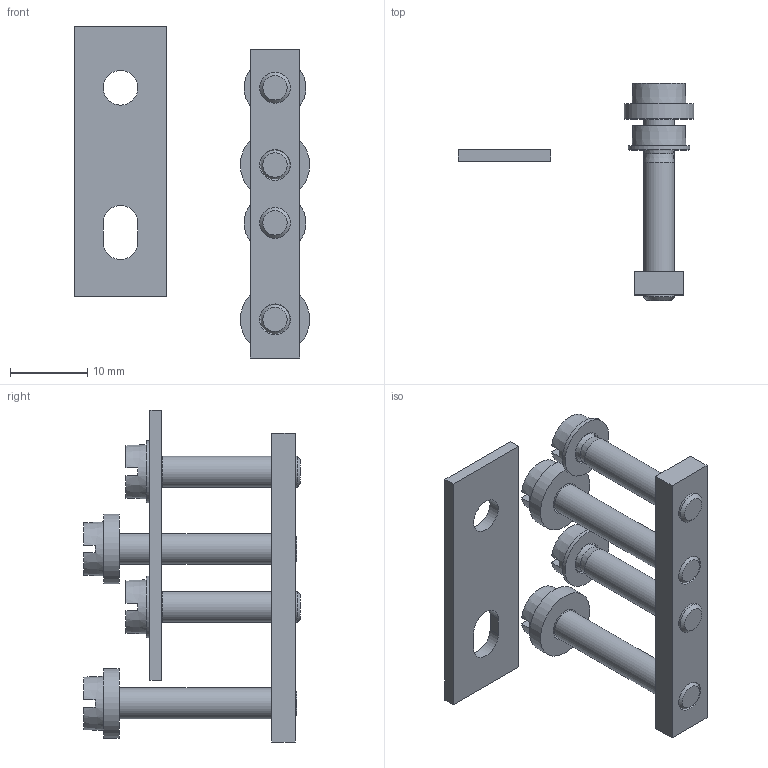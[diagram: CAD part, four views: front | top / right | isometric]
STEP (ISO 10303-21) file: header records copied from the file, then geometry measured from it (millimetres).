
FILE_DESCRIPTION(/* description */ ('STEP AP214'),/* implementation_level */ '2;1');
FILE_NAME(/* name */ '185705_ZVB-8-14_18',/* time_stamp */ '2024-09-18T14:33:59+02:00',/* author */ ('License CC BY-ND 4.0'),/* organization */ ('CADENAS'),/* preprocessor_version */ 'ST-DEVELOPER v19.3',/* originating_system */ 'PARTsolutions',/* authorisation */ ' ');
FILE_SCHEMA (('AUTOMOTIVE_DESIGN {1 0 10303 214 3 1 1}'));
Length unit declared in the file: millimetre
Products named in the file (7): 185705 ZVB-8-14/18; 185705 ZVB-8-14/18---(Nutenstein); DIN-433 M4(F); DIN-84 - M4x20; 187388 ZVB-8-24---(Scheibe); DIN-84 - M4x25; 8099365 ZVB-8-CPE-14/18---(Nutenstein)
Assembly tree (10 placements, depth 2):
  185705 ZVB-8-14/18
    185705 ZVB-8-14/18---(Nutenstein)
    DIN-433 M4(F)  x2
    DIN-84 - M4x20  x2
    187388 ZVB-8-24---(Scheibe)  x2
    DIN-84 - M4x25  x2
    8099365 ZVB-8-CPE-14/18---(Nutenstein)
Bounding box: 30.5 x 28.1 x 43 mm (x, y, z)
Volume: 2926.6 mm3; surface area: 4024.4 mm2
Topology: 10 solids, 10 shells, 97 faces, 195 edges, 122 vertices
Faces by surface type: plane 50, cone 24, cylinder 19, torus 4
Full cylindrical faces by diameter (mm): 3.242 x4, 4 x4, 4.3 x4, 4.5 x1, 8 x2, 9 x2
Entity records: 1758 total; most frequent: DIRECTION 292, CARTESIAN_POINT 278, ORIENTED_EDGE 200, AXIS2_PLACEMENT_3D 126, EDGE_LOOP 110, FACE_BOUND 110, EDGE_CURVE 100, VERTEX_POINT 80
